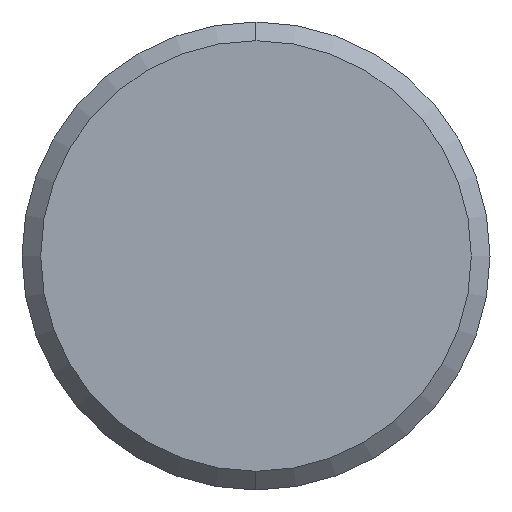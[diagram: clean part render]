
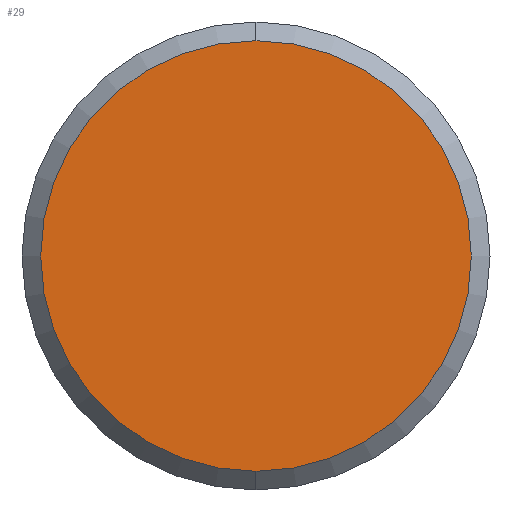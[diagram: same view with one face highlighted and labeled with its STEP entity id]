
A CAD part, left-side view. The second image highlights one B-rep face of the part: STEP entity #29.
In plain terms, the highlighted planar face has unit normal (-1, 0, 0).
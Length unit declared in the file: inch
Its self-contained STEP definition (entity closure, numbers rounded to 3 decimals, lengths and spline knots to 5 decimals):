
#19 = EDGE_CURVE ( 'NONE', #130, #199, #260, .T. ) ;
#25 = CARTESIAN_POINT ( 'NONE',  ( -6., 0., 0. ) ) ;
#29 = ADVANCED_FACE ( 'NONE', ( #33 ), #190, .F. ) ;
#33 = FACE_OUTER_BOUND ( 'NONE', #133, .T. ) ;
#51 = AXIS2_PLACEMENT_3D ( 'NONE', #164, #84, #59 ) ;
#52 = CIRCLE ( 'NONE', #51, 0.115 ) ;
#59 = DIRECTION ( 'NONE',  ( 0., 0., -1. ) ) ;
#71 = DIRECTION ( 'NONE',  ( 0., 0., -1. ) ) ;
#84 = DIRECTION ( 'NONE',  ( -1., 0., 0. ) ) ;
#130 = VERTEX_POINT ( 'NONE', #212 ) ;
#133 = EDGE_LOOP ( 'NONE', ( #228, #153 ) ) ;
#141 = DIRECTION ( 'NONE',  ( 0., 0., -1. ) ) ;
#153 = ORIENTED_EDGE ( 'NONE', *, *, #19, .T. ) ;
#164 = CARTESIAN_POINT ( 'NONE',  ( -6., 0., 0. ) ) ;
#176 = AXIS2_PLACEMENT_3D ( 'NONE', #261, #214, #71 ) ;
#182 = CARTESIAN_POINT ( 'NONE',  ( -6., 0., -0.115 ) ) ;
#190 = PLANE ( 'NONE',  #176 ) ;
#191 = EDGE_CURVE ( 'NONE', #199, #130, #52, .T. ) ;
#199 = VERTEX_POINT ( 'NONE', #182 ) ;
#212 = CARTESIAN_POINT ( 'NONE',  ( -6., 0., 0.115 ) ) ;
#214 = DIRECTION ( 'NONE',  ( 1., 0., 0. ) ) ;
#216 = AXIS2_PLACEMENT_3D ( 'NONE', #25, #235, #141 ) ;
#228 = ORIENTED_EDGE ( 'NONE', *, *, #191, .T. ) ;
#235 = DIRECTION ( 'NONE',  ( -1., 0., 0. ) ) ;
#260 = CIRCLE ( 'NONE', #216, 0.115 ) ;
#261 = CARTESIAN_POINT ( 'NONE',  ( -6., 0., 0. ) ) ;
